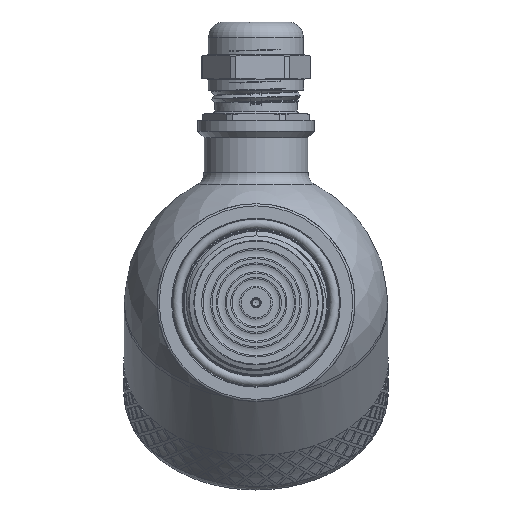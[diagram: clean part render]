
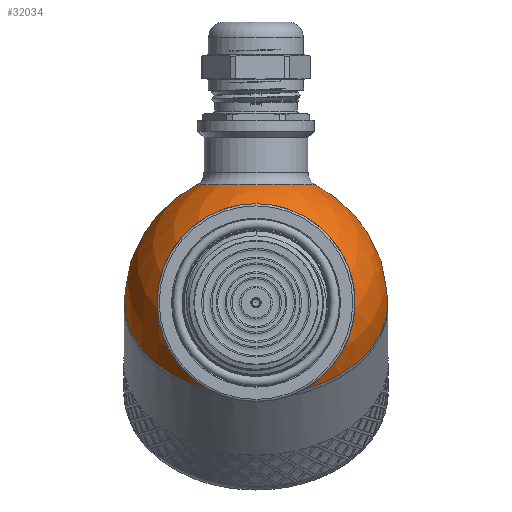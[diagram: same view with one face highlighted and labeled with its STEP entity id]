
A CAD part, left-side view. The second image highlights one B-rep face of the part: STEP entity #32034.
In plain terms, the highlighted spherical face has radius 30 mm.
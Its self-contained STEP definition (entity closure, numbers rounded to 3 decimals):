
#16=SPHERICAL_SURFACE('',#33632,30.);
#724=FACE_BOUND('',#11003,.T.);
#725=FACE_BOUND('',#11004,.T.);
#8827=FACE_OUTER_BOUND('',#11002,.T.);
#11002=EDGE_LOOP('',(#28875,#28876,#28877,#28878));
#11003=EDGE_LOOP('',(#28879));
#11004=EDGE_LOOP('',(#28880));
#11757=CIRCLE('',#33629,15.643);
#11760=CIRCLE('',#33633,30.);
#11761=CIRCLE('',#33634,30.);
#11762=CIRCLE('',#33635,30.);
#11763=CIRCLE('',#33636,13.5);
#14877=VERTEX_POINT('',#75037);
#14879=VERTEX_POINT('',#75043);
#14880=VERTEX_POINT('',#75044);
#14881=VERTEX_POINT('',#75046);
#14882=VERTEX_POINT('',#75049);
#19600=EDGE_CURVE('',#14877,#14877,#11757,.T.);
#19603=EDGE_CURVE('',#14879,#14880,#11760,.T.);
#19604=EDGE_CURVE('',#14879,#14881,#11761,.T.);
#19605=EDGE_CURVE('',#14880,#14879,#11762,.T.);
#19606=EDGE_CURVE('',#14882,#14882,#11763,.T.);
#28875=ORIENTED_EDGE('',*,*,#19603,.F.);
#28876=ORIENTED_EDGE('',*,*,#19604,.T.);
#28877=ORIENTED_EDGE('',*,*,#19604,.F.);
#28878=ORIENTED_EDGE('',*,*,#19605,.F.);
#28879=ORIENTED_EDGE('',*,*,#19600,.F.);
#28880=ORIENTED_EDGE('',*,*,#19606,.F.);
#32034=ADVANCED_FACE('',(#8827,#724,#725),#16,.T.);
#33629=AXIS2_PLACEMENT_3D('',#75038,#37429,#37430);
#33632=AXIS2_PLACEMENT_3D('',#75042,#37435,#37436);
#33633=AXIS2_PLACEMENT_3D('',#75045,#37437,#37438);
#33634=AXIS2_PLACEMENT_3D('',#75047,#37439,#37440);
#33635=AXIS2_PLACEMENT_3D('',#75048,#37441,#37442);
#33636=AXIS2_PLACEMENT_3D('',#75050,#37443,#37444);
#37429=DIRECTION('center_axis',(-0.707,0.,0.707));
#37430=DIRECTION('ref_axis',(0.707,0.,0.707));
#37435=DIRECTION('center_axis',(1.,0.,0.));
#37436=DIRECTION('ref_axis',(0.,-1.,0.));
#37437=DIRECTION('center_axis',(1.,0.,0.));
#37438=DIRECTION('ref_axis',(0.,1.,0.));
#37439=DIRECTION('center_axis',(0.,0.,1.));
#37440=DIRECTION('ref_axis',(0.,1.,0.));
#37441=DIRECTION('center_axis',(1.,0.,0.));
#37442=DIRECTION('ref_axis',(0.,1.,0.));
#37443=DIRECTION('center_axis',(-0.707,0.,-0.707));
#37444=DIRECTION('ref_axis',(-0.707,0.,0.707));
#75037=CARTESIAN_POINT('',(-29.162,0.,7.04));
#75038=CARTESIAN_POINT('Origin',(-18.101,0.,18.101));
#75042=CARTESIAN_POINT('Origin',(0.,0.,0.));
#75043=CARTESIAN_POINT('',(0.,30.,0.));
#75044=CARTESIAN_POINT('',(0.,-30.,0.));
#75045=CARTESIAN_POINT('Origin',(0.,0.,0.));
#75046=CARTESIAN_POINT('',(-30.,0.,0.));
#75047=CARTESIAN_POINT('Origin',(0.,0.,0.));
#75048=CARTESIAN_POINT('Origin',(0.,0.,0.));
#75049=CARTESIAN_POINT('',(-9.398,0.,-28.49));
#75050=CARTESIAN_POINT('Origin',(-18.944,0.,-18.944));
